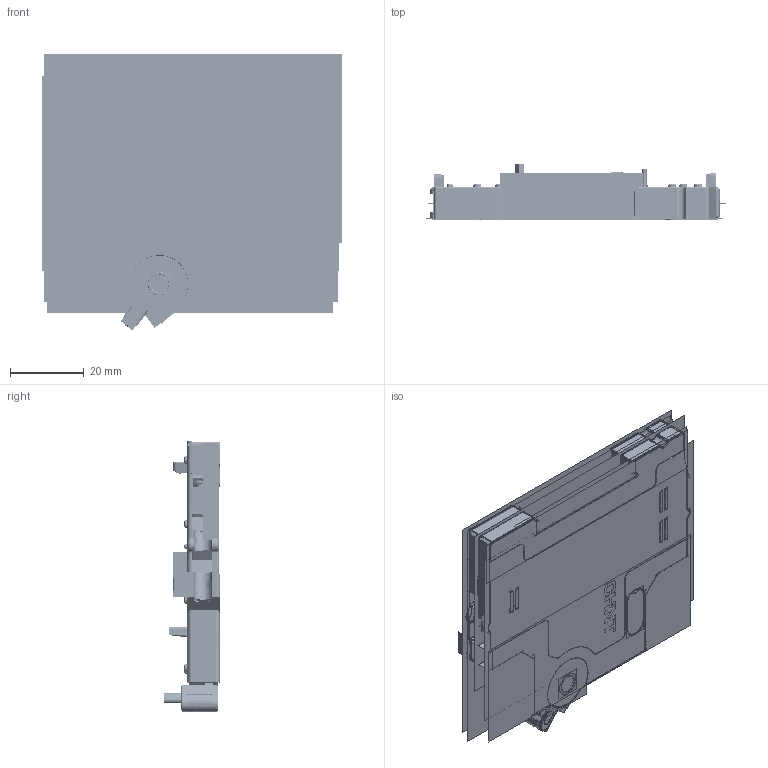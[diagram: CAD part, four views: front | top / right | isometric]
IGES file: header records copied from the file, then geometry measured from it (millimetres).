
Start section:  PTC IGES file: al-x1.igs
Global section: file name: al-x1.igs; native system: Pro/ENGINEER by Parametric Technology Corporation; preprocessor: 2009460; author: liujin; organization: Unknown; date: 20170406.171600; units: millimetre
Bounding box: 81.31 x 15.36 x 75.09 mm (x, y, z)
Volume: 57348.1 mm3; surface area: 635629.4 mm2
Topology: 19 solids, 20 shells, 4030 faces, 26876 edges, 38329 vertices
Faces by surface type: bspline 2366, revolution 1578, extrusion 86
